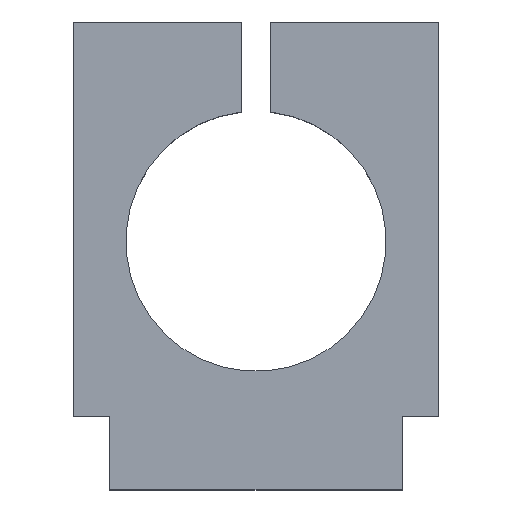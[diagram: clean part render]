
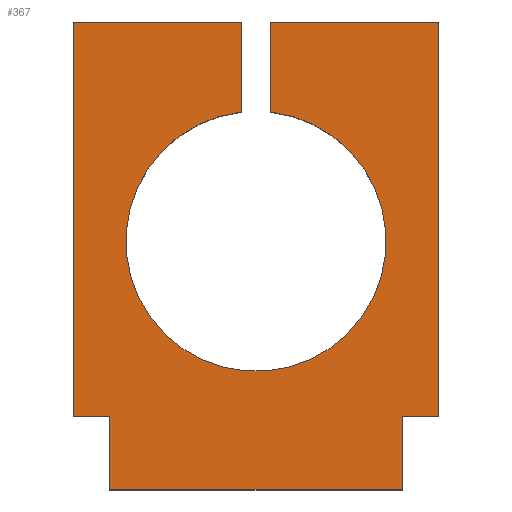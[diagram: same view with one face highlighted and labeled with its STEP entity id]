
A CAD part, top view. The second image highlights one B-rep face of the part: STEP entity #367.
In plain terms, the highlighted planar face has unit normal (0, 0, 1).
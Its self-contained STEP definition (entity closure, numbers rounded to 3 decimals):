
#34=PLANE('',#411);
#54=FACE_OUTER_BOUND('',#78,.T.);
#78=EDGE_LOOP('',(#326,#327,#328,#329,#330,#331,#332,#333,#334,#335,#336,
#337));
#87=LINE('',#545,#125);
#93=LINE('',#557,#131);
#95=LINE('',#562,#133);
#99=LINE('',#569,#137);
#109=LINE('',#592,#147);
#110=LINE('',#594,#148);
#111=LINE('',#597,#149);
#114=LINE('',#603,#152);
#116=LINE('',#606,#154);
#118=LINE('',#610,#156);
#119=LINE('',#612,#157);
#125=VECTOR('',#450,10.);
#131=VECTOR('',#458,10.);
#133=VECTOR('',#462,10.);
#137=VECTOR('',#468,10.);
#147=VECTOR('',#488,10.);
#148=VECTOR('',#491,10.);
#149=VECTOR('',#494,10.);
#152=VECTOR('',#499,10.);
#154=VECTOR('',#503,10.);
#156=VECTOR('',#507,10.);
#157=VECTOR('',#510,10.);
#167=CIRCLE('',#403,8.9);
#177=VERTEX_POINT('',#542);
#178=VERTEX_POINT('',#544);
#180=VERTEX_POINT('',#550);
#183=VERTEX_POINT('',#555);
#184=VERTEX_POINT('',#559);
#187=VERTEX_POINT('',#566);
#194=VERTEX_POINT('',#588);
#195=VERTEX_POINT('',#590);
#196=VERTEX_POINT('',#596);
#197=VERTEX_POINT('',#600);
#198=VERTEX_POINT('',#602);
#199=VERTEX_POINT('',#608);
#213=EDGE_CURVE('',#177,#178,#87,.T.);
#219=EDGE_CURVE('',#183,#180,#93,.T.);
#221=EDGE_CURVE('',#184,#177,#95,.T.);
#225=EDGE_CURVE('',#187,#180,#99,.T.);
#227=EDGE_CURVE('',#184,#187,#167,.T.);
#237=EDGE_CURVE('',#194,#195,#109,.T.);
#238=EDGE_CURVE('',#195,#178,#110,.T.);
#239=EDGE_CURVE('',#196,#194,#111,.T.);
#242=EDGE_CURVE('',#197,#198,#114,.T.);
#244=EDGE_CURVE('',#198,#183,#116,.T.);
#246=EDGE_CURVE('',#199,#197,#118,.T.);
#247=EDGE_CURVE('',#196,#199,#119,.T.);
#326=ORIENTED_EDGE('',*,*,#221,.F.);
#327=ORIENTED_EDGE('',*,*,#227,.T.);
#328=ORIENTED_EDGE('',*,*,#225,.T.);
#329=ORIENTED_EDGE('',*,*,#219,.F.);
#330=ORIENTED_EDGE('',*,*,#244,.F.);
#331=ORIENTED_EDGE('',*,*,#242,.F.);
#332=ORIENTED_EDGE('',*,*,#246,.F.);
#333=ORIENTED_EDGE('',*,*,#247,.F.);
#334=ORIENTED_EDGE('',*,*,#239,.T.);
#335=ORIENTED_EDGE('',*,*,#237,.T.);
#336=ORIENTED_EDGE('',*,*,#238,.T.);
#337=ORIENTED_EDGE('',*,*,#213,.F.);
#367=ADVANCED_FACE('',(#54),#34,.T.);
#403=AXIS2_PLACEMENT_3D('',#572,#473,#474);
#411=AXIS2_PLACEMENT_3D('',#611,#508,#509);
#450=DIRECTION('',(1.,0.,0.));
#458=DIRECTION('',(1.,0.,0.));
#462=DIRECTION('',(0.,1.,0.));
#468=DIRECTION('',(0.,1.,0.));
#473=DIRECTION('center_axis',(0.,0.,-1.));
#474=DIRECTION('ref_axis',(1.,0.,0.));
#488=DIRECTION('',(1.,0.,0.));
#491=DIRECTION('',(0.,1.,0.));
#494=DIRECTION('',(0.,1.,0.));
#499=DIRECTION('',(-1.,0.,0.));
#503=DIRECTION('',(0.,1.,0.));
#507=DIRECTION('',(0.,1.,0.));
#508=DIRECTION('center_axis',(0.,0.,1.));
#509=DIRECTION('ref_axis',(1.,0.,0.));
#510=DIRECTION('',(-1.,0.,0.));
#542=CARTESIAN_POINT('',(-9.,32.,0.));
#544=CARTESIAN_POINT('',(2.5,32.,0.));
#545=CARTESIAN_POINT('',(-20.,32.,0.));
#550=CARTESIAN_POINT('',(-11.,32.,0.));
#555=CARTESIAN_POINT('',(-22.5,32.,0.));
#557=CARTESIAN_POINT('',(-20.,32.,0.));
#559=CARTESIAN_POINT('',(-9.,25.844,0.));
#562=CARTESIAN_POINT('',(-9.,30.,0.));
#566=CARTESIAN_POINT('',(-11.,25.844,0.));
#569=CARTESIAN_POINT('',(-11.,30.,0.));
#572=CARTESIAN_POINT('Origin',(-10.,17.,0.));
#588=CARTESIAN_POINT('',(0.,5.,0.));
#590=CARTESIAN_POINT('',(2.5,5.,0.));
#592=CARTESIAN_POINT('',(0.,5.,0.));
#594=CARTESIAN_POINT('',(2.5,30.,0.));
#596=CARTESIAN_POINT('',(0.,0.,0.));
#597=CARTESIAN_POINT('',(0.,0.,0.));
#600=CARTESIAN_POINT('',(-20.,5.,0.));
#602=CARTESIAN_POINT('',(-22.5,5.,0.));
#603=CARTESIAN_POINT('',(-20.,5.,0.));
#606=CARTESIAN_POINT('',(-22.5,30.,0.));
#608=CARTESIAN_POINT('',(-20.,0.,0.));
#610=CARTESIAN_POINT('',(-20.,0.,0.));
#611=CARTESIAN_POINT('Origin',(-20.,0.,0.));
#612=CARTESIAN_POINT('',(0.,0.,0.));
